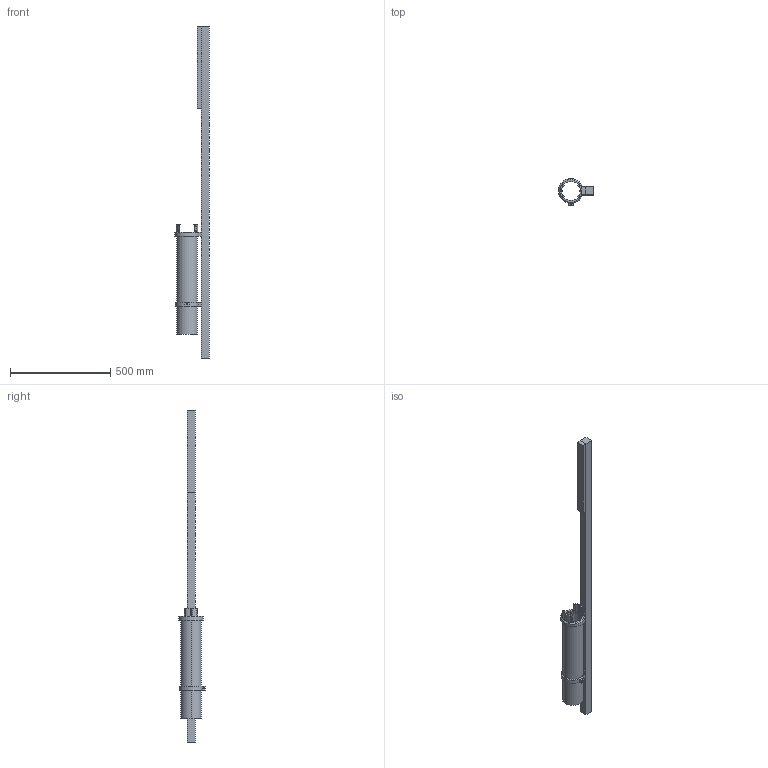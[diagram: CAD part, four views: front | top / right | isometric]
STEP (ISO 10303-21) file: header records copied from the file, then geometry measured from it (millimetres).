
FILE_DESCRIPTION((''),'2;1');
FILE_NAME('BECHERSPENDER_SCHWERKRAFT_ASM','2024-06-25T16:06:11',('mathi'),(''),'CREO PARAMETRIC BY PTC INC, 2023073','CREO PARAMETRIC BY PTC INC, 2023073','');
FILE_SCHEMA(('CONFIG_CONTROL_DESIGN'));
Length unit declared in the file: millimetre
Products named in the file (6): BECHERHALTER; ROHR; HALTER_ROHR; ALUPROFIL; ABSTAND_ZU_NEOBOTIX; BECHERSPENDER_SCHWERKRAFT_ASM
Assembly tree (5 placements, depth 2):
  BECHERSPENDER_SCHWERKRAFT_ASM
    BECHERHALTER
    ROHR
    HALTER_ROHR
    ALUPROFIL
    ABSTAND_ZU_NEOBOTIX
Bounding box: 173.77 x 133.84 x 1660 mm (x, y, z)
Volume: 3486224 mm3; surface area: 703416.7 mm2
Topology: 5 solids, 5 shells, 140 faces, 360 edges, 231 vertices
Faces by surface type: plane 83, cylinder 46, bspline 8, cone 3
Entity records: 5565 total; most frequent: CARTESIAN_POINT 2085, ORIENTED_EDGE 720, DIRECTION 661, EDGE_CURVE 360, VERTEX_POINT 231, VECTOR 221, LINE 221, AXIS2_PLACEMENT_3D 220
